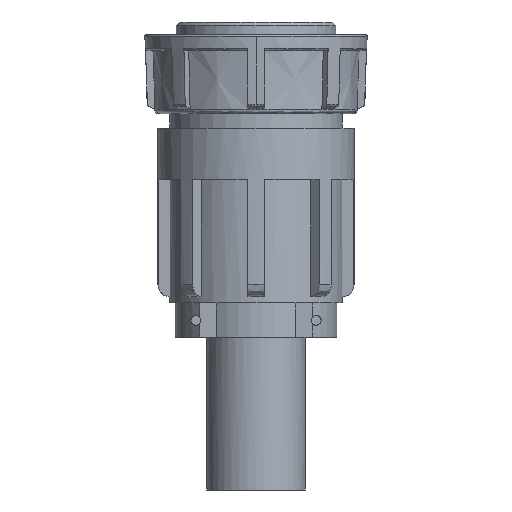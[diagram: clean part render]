
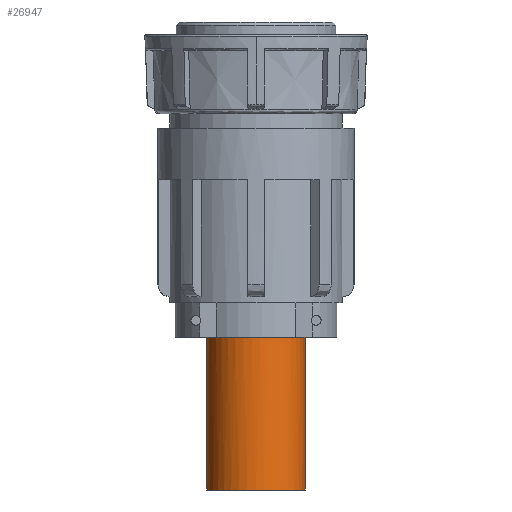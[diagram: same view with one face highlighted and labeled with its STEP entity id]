
A CAD part, front view. The second image highlights one B-rep face of the part: STEP entity #26947.
In plain terms, the highlighted cylindrical face has radius 11.811 mm (diameter 23.622 mm), a partial arc.
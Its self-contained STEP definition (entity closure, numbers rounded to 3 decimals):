
#3 = DIRECTION ( 'NONE',  ( -1., 0., 0. ) ) ;
#224 = CIRCLE ( 'NONE', #19196, 11.811 ) ;
#1740 = LINE ( 'NONE', #9456, #12507 ) ;
#2429 = CARTESIAN_POINT ( 'NONE',  ( -11.811, 0., -33.827 ) ) ;
#4112 = CARTESIAN_POINT ( 'NONE',  ( 11.811, 0., -67.234 ) ) ;
#4410 = CARTESIAN_POINT ( 'NONE',  ( 11.743, -1.27, -33.827 ) ) ;
#4928 = CARTESIAN_POINT ( 'NONE',  ( 0., 0., -112.057 ) ) ;
#5674 = CIRCLE ( 'NONE', #33201, 11.811 ) ;
#6928 = VERTEX_POINT ( 'NONE', #38296 ) ;
#8568 = DIRECTION ( 'NONE',  ( -1., 0., 0. ) ) ;
#9456 = CARTESIAN_POINT ( 'NONE',  ( 11.811, 0., -33.827 ) ) ;
#9757 = DIRECTION ( 'NONE',  ( -1., 0., 0. ) ) ;
#10315 = VECTOR ( 'NONE', #34451, 1000. ) ;
#10376 = EDGE_CURVE ( 'NONE', #44118, #42662, #42102, .T. ) ;
#11228 = AXIS2_PLACEMENT_3D ( 'NONE', #21092, #17429, #9757 ) ;
#11606 = CIRCLE ( 'NONE', #40430, 11.811 ) ;
#12507 = VECTOR ( 'NONE', #13054, 1000. ) ;
#13049 = ORIENTED_EDGE ( 'NONE', *, *, #10376, .T. ) ;
#13054 = DIRECTION ( 'NONE',  ( 0., 0., -1. ) ) ;
#13476 = ORIENTED_EDGE ( 'NONE', *, *, #25847, .T. ) ;
#13856 = CARTESIAN_POINT ( 'NONE',  ( -11.743, -1.27, -75.489 ) ) ;
#15206 = FACE_OUTER_BOUND ( 'NONE', #27902, .T. ) ;
#16575 = CARTESIAN_POINT ( 'NONE',  ( 0., 0., -67.234 ) ) ;
#17429 = DIRECTION ( 'NONE',  ( 0., 0., -1. ) ) ;
#18049 = ORIENTED_EDGE ( 'NONE', *, *, #23925, .T. ) ;
#18258 = ORIENTED_EDGE ( 'NONE', *, *, #40398, .F. ) ;
#18998 = CARTESIAN_POINT ( 'NONE',  ( 0., 0., -67.234 ) ) ;
#19196 = AXIS2_PLACEMENT_3D ( 'NONE', #4928, #30140, #8568 ) ;
#19884 = LINE ( 'NONE', #30839, #10315 ) ;
#20233 = DIRECTION ( 'NONE',  ( -1., 0., 0. ) ) ;
#20380 = ORIENTED_EDGE ( 'NONE', *, *, #34679, .T. ) ;
#20456 = DIRECTION ( 'NONE',  ( 0., 0., -1. ) ) ;
#20525 = EDGE_CURVE ( 'NONE', #42662, #22638, #11606, .T. ) ;
#20812 = CIRCLE ( 'NONE', #31770, 11.811 ) ;
#21092 = CARTESIAN_POINT ( 'NONE',  ( 0., 0., -33.827 ) ) ;
#21689 = DIRECTION ( 'NONE',  ( 0., 0., -1. ) ) ;
#22286 = CARTESIAN_POINT ( 'NONE',  ( -11.811, 0., -112.057 ) ) ;
#22638 = VERTEX_POINT ( 'NONE', #13856 ) ;
#22674 = DIRECTION ( 'NONE',  ( -1., 0., 0. ) ) ;
#23432 = VERTEX_POINT ( 'NONE', #22286 ) ;
#23925 = EDGE_CURVE ( 'NONE', #22638, #30768, #19884, .T. ) ;
#25847 = EDGE_CURVE ( 'NONE', #30768, #6928, #5674, .T. ) ;
#26025 = DIRECTION ( 'NONE',  ( 0., 0., -1. ) ) ;
#26947 = ADVANCED_FACE ( 'NONE', ( #15206 ), #32119, .T. ) ;
#27613 = CARTESIAN_POINT ( 'NONE',  ( 11.743, -1.27, -75.489 ) ) ;
#27902 = EDGE_LOOP ( 'NONE', ( #18258, #32480, #13049, #33248, #18049, #13476, #36971, #20380 ) ) ;
#28849 = EDGE_CURVE ( 'NONE', #31618, #44118, #20812, .T. ) ;
#29137 = CARTESIAN_POINT ( 'NONE',  ( -11.743, -1.27, -67.234 ) ) ;
#30140 = DIRECTION ( 'NONE',  ( 0., 0., 1. ) ) ;
#30768 = VERTEX_POINT ( 'NONE', #29137 ) ;
#30839 = CARTESIAN_POINT ( 'NONE',  ( -11.743, -1.27, -33.827 ) ) ;
#31216 = CARTESIAN_POINT ( 'NONE',  ( 11.743, -1.27, -67.234 ) ) ;
#31618 = VERTEX_POINT ( 'NONE', #4112 ) ;
#31770 = AXIS2_PLACEMENT_3D ( 'NONE', #16575, #41753, #20233 ) ;
#32119 = CYLINDRICAL_SURFACE ( 'NONE', #11228, 11.811 ) ;
#32480 = ORIENTED_EDGE ( 'NONE', *, *, #28849, .T. ) ;
#33201 = AXIS2_PLACEMENT_3D ( 'NONE', #18998, #44137, #22674 ) ;
#33248 = ORIENTED_EDGE ( 'NONE', *, *, #20525, .T. ) ;
#33667 = VECTOR ( 'NONE', #26025, 1000. ) ;
#34451 = DIRECTION ( 'NONE',  ( 0., 0., 1. ) ) ;
#34679 = EDGE_CURVE ( 'NONE', #23432, #37684, #224, .T. ) ;
#36971 = ORIENTED_EDGE ( 'NONE', *, *, #45365, .T. ) ;
#37684 = VERTEX_POINT ( 'NONE', #45145 ) ;
#38144 = VECTOR ( 'NONE', #20456, 1000. ) ;
#38296 = CARTESIAN_POINT ( 'NONE',  ( -11.811, 0., -67.234 ) ) ;
#40398 = EDGE_CURVE ( 'NONE', #31618, #37684, #1740, .T. ) ;
#40430 = AXIS2_PLACEMENT_3D ( 'NONE', #43177, #21689, #3 ) ;
#41753 = DIRECTION ( 'NONE',  ( 0., 0., -1. ) ) ;
#42102 = LINE ( 'NONE', #4410, #33667 ) ;
#42662 = VERTEX_POINT ( 'NONE', #27613 ) ;
#43177 = CARTESIAN_POINT ( 'NONE',  ( 0., 0., -75.489 ) ) ;
#44118 = VERTEX_POINT ( 'NONE', #31216 ) ;
#44137 = DIRECTION ( 'NONE',  ( 0., 0., -1. ) ) ;
#45145 = CARTESIAN_POINT ( 'NONE',  ( 11.811, 0., -112.057 ) ) ;
#45365 = EDGE_CURVE ( 'NONE', #6928, #23432, #46563, .T. ) ;
#46563 = LINE ( 'NONE', #2429, #38144 ) ;
